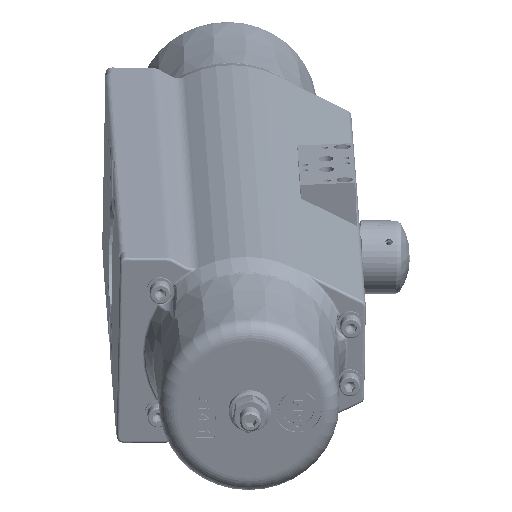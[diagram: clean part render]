
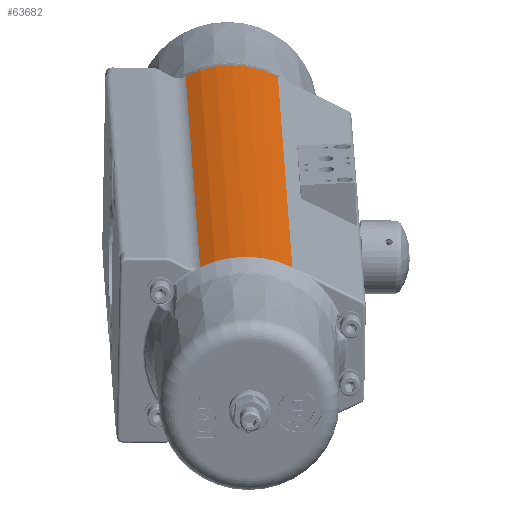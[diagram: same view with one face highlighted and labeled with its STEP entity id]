
A CAD part, top view. The second image highlights one B-rep face of the part: STEP entity #63682.
In plain terms, the highlighted cylindrical face has radius 77 mm (diameter 154 mm), a partial arc.
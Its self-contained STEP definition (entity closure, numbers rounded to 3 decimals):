
#6023=LINE('',#149853,#8831);
#6024=LINE('',#149855,#8832);
#8831=VECTOR('',#86157,10.);
#8832=VECTOR('',#86160,10.);
#10493=CYLINDRICAL_SURFACE('',#70374,77.);
#14720=FACE_OUTER_BOUND('',#19257,.T.);
#19257=EDGE_LOOP('',(#52573,#52574,#52575,#52576));
#20701=CIRCLE('',#65579,77.);
#21154=CIRCLE('',#66389,77.);
#24391=VERTEX_POINT('',#96199);
#24420=VERTEX_POINT('',#96658);
#25145=VERTEX_POINT('',#104904);
#25146=VERTEX_POINT('',#104930);
#30278=EDGE_CURVE('',#24420,#24391,#20701,.T.);
#31464=EDGE_CURVE('',#25146,#25145,#21154,.T.);
#36607=EDGE_CURVE('',#24391,#25146,#6023,.T.);
#36608=EDGE_CURVE('',#24420,#25145,#6024,.T.);
#52573=ORIENTED_EDGE('',*,*,#36608,.T.);
#52574=ORIENTED_EDGE('',*,*,#31464,.F.);
#52575=ORIENTED_EDGE('',*,*,#36607,.F.);
#52576=ORIENTED_EDGE('',*,*,#30278,.F.);
#63682=ADVANCED_FACE('',(#14720),#10493,.T.);
#65579=AXIS2_PLACEMENT_3D('',#96671,#74236,#74237);
#66389=AXIS2_PLACEMENT_3D('',#104945,#76285,#76286);
#70374=AXIS2_PLACEMENT_3D('',#149854,#86158,#86159);
#74236=DIRECTION('center_axis',(0.026,-0.337,0.941));
#74237=DIRECTION('ref_axis',(0.011,0.941,0.337));
#76285=DIRECTION('center_axis',(-0.026,0.337,-0.941));
#76286=DIRECTION('ref_axis',(0.011,0.941,0.337));
#86157=DIRECTION('',(-0.026,0.337,-0.941));
#86158=DIRECTION('center_axis',(0.026,-0.337,0.941));
#86159=DIRECTION('ref_axis',(-1.,0.008,0.03));
#86160=DIRECTION('',(-0.026,0.337,-0.941));
#96199=CARTESIAN_POINT('',(-44.772,222.972,102.483));
#96658=CARTESIAN_POINT('',(25.626,222.872,100.537));
#96671=CARTESIAN_POINT('Origin',(-10.302,158.456,78.43));
#104904=CARTESIAN_POINT('',(14.505,369.721,-309.279));
#104930=CARTESIAN_POINT('',(-55.893,369.821,-307.333));
#104945=CARTESIAN_POINT('Origin',(-21.423,305.305,-331.386));
#149853=CARTESIAN_POINT('',(-55.517,364.852,-293.464));
#149854=CARTESIAN_POINT('Origin',(-21.047,300.336,-317.518));
#149855=CARTESIAN_POINT('',(25.633,222.783,100.785));
